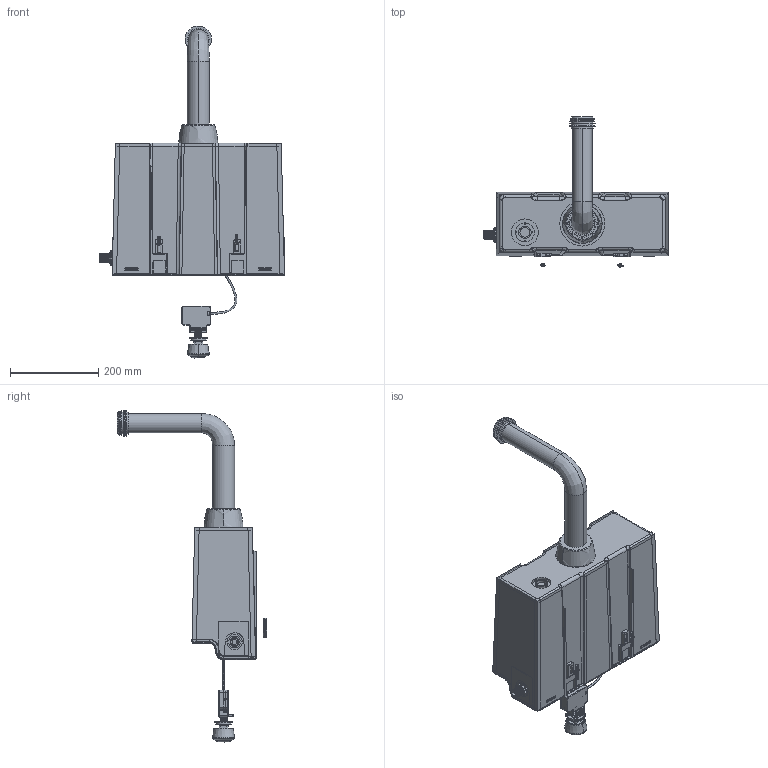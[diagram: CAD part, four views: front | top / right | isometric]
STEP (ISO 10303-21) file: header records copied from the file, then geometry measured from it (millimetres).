
FILE_DESCRIPTION((''),'2;1');
FILE_NAME('B695-D5-RAK1','2017-06-14T',('pub'),(''),'PRO/ENGINEER BY PARAMETRIC TECHNOLOGY CORPORATION, 2011180','PRO/ENGINEER BY PARAMETRIC TECHNOLOGY CORPORATION, 2011180','');
FILE_SCHEMA(('CONFIG_CONTROL_DESIGN'));
Products named in the file (1): B695-D5-RAK1
Bounding box: 418.38 x 339.26 x 751.29 mm (x, y, z)
Volume: 266156.2 mm3; surface area: 1475403.5 mm2
Topology: 12 solids, 60 shells, 3130 faces, 8573 edges, 5451 vertices
Faces by surface type: plane 1289, cylinder 1106, bspline 326, torus 215, sphere 110, cone 70, extrusion 12, revolution 2
Entity records: 132524 total; most frequent: CARTESIAN_POINT 56505, ORIENTED_EDGE 16636, DIRECTION 14661, EDGE_CURVE 8462, VERTEX_POINT 5449, AXIS2_PLACEMENT_3D 5095, VECTOR 4469, LINE 4457
